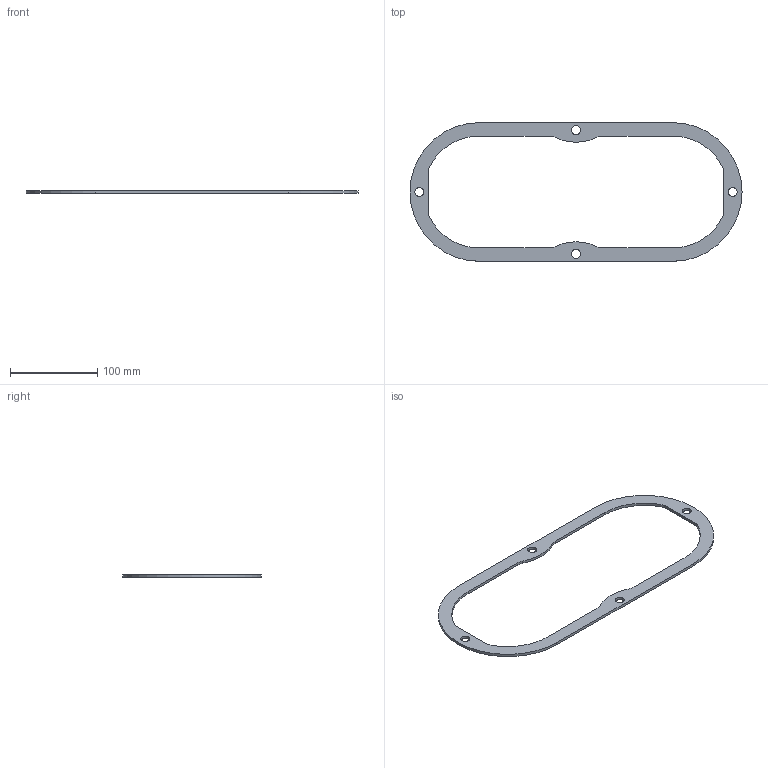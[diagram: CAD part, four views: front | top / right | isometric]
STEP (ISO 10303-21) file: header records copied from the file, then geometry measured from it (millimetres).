
FILE_DESCRIPTION(/* description */ ('GASKET, 3-1/2" & 4" FORM 8'),/* implementation_level */ '2;1');
FILE_NAME(/* name */ 'KIL_GASK809N.stp',/* time_stamp */ '2019-11-13T17:53:19+05:00',/* author */ ('kr'),/* organization */ (''),/* preprocessor_version */ 'ST-DEVELOPER v16.13',/* originating_system */ 'Autodesk Inventor 2018',/* authorisation */ '');
FILE_SCHEMA (('AUTOMOTIVE_DESIGN { 1 0 10303 214 3 1 1 }'));
Length unit declared in the file: inch
Products named in the file (1): 21783
Bounding box: 379.98 x 158.75 x 3.17 mm (x, y, z)
Volume: 45341 mm3; surface area: 34650.2 mm2
Topology: 1 solids, 1 shells, 26 faces, 72 edges, 48 vertices
Faces by surface type: cylinder 16, plane 10
Full cylindrical faces by diameter (mm): 10.414 x4
Entity records: 889 total; most frequent: DIRECTION 154, CARTESIAN_POINT 143, ORIENTED_EDGE 136, EDGE_CURVE 68, AXIS2_PLACEMENT_3D 59, VERTEX_POINT 48, EDGE_LOOP 40, LINE 36
